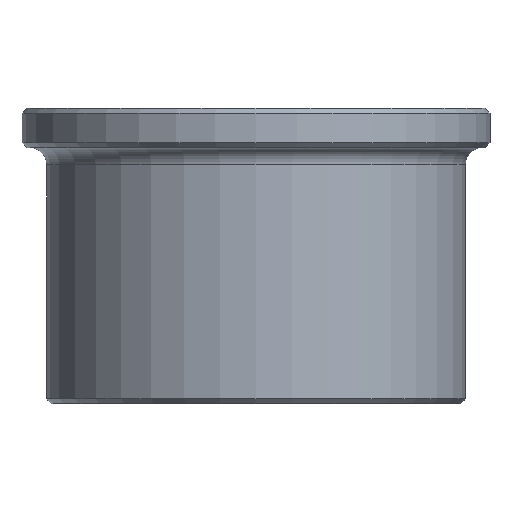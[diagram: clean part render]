
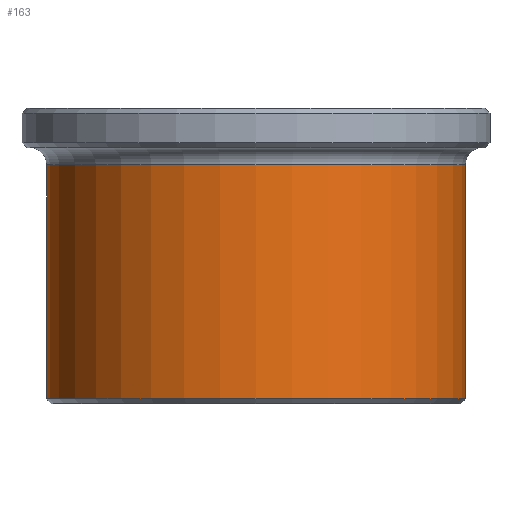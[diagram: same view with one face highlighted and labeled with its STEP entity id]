
A CAD part, front view. The second image highlights one B-rep face of the part: STEP entity #163.
In plain terms, the highlighted cylindrical face has radius 42.5 mm (diameter 85 mm), a full revolution.
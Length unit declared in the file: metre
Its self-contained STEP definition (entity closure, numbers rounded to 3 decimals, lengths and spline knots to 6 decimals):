
#163=ADVANCED_FACE('',(#199,#200),#201,.T.);
#199=FACE_OUTER_BOUND('',#3127,.T.);
#200=FACE_OUTER_BOUND('',#3128,.T.);
#201=CYLINDRICAL_SURFACE('',#3129,0.0425);
#3127=EDGE_LOOP('',(#6086));
#3128=EDGE_LOOP('',(#6087));
#3129=AXIS2_PLACEMENT_3D('',#6088,#6089,#6090);
#6086=ORIENTED_EDGE('',*,*,#6139,.T.);
#6087=ORIENTED_EDGE('',*,*,#6140,.F.);
#6088=CARTESIAN_POINT('',(0.0,0.0,0.));
#6089=DIRECTION('',(0.0,0.,-1.0));
#6090=DIRECTION('',(0.0,1.0,0.));
#6139=EDGE_CURVE('',#6178,#6178,#6179,.T.);
#6140=EDGE_CURVE('',#6180,#6180,#6181,.T.);
#6178=VERTEX_POINT('',#6454);
#6179=CIRCLE('',#6455,0.0425);
#6180=VERTEX_POINT('',#6456);
#6181=CIRCLE('',#6457,0.0425);
#6454=CARTESIAN_POINT('',(0.0,0.0425,0.0485));
#6455=AXIS2_PLACEMENT_3D('',#6501,#6502,#6503);
#6456=CARTESIAN_POINT('',(0.0,0.0425,0.001));
#6457=AXIS2_PLACEMENT_3D('',#6504,#6505,#6506);
#6501=CARTESIAN_POINT('',(0.0,0.0,0.0485));
#6502=DIRECTION('',(0.0,0.,-1.0));
#6503=DIRECTION('',(0.0,1.0,0.));
#6504=CARTESIAN_POINT('',(0.0,0.0,0.001));
#6505=DIRECTION('',(0.0,0.,-1.0));
#6506=DIRECTION('',(0.0,1.0,0.));
